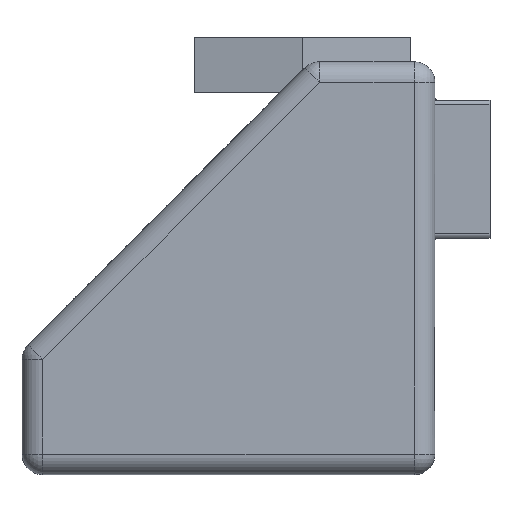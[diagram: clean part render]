
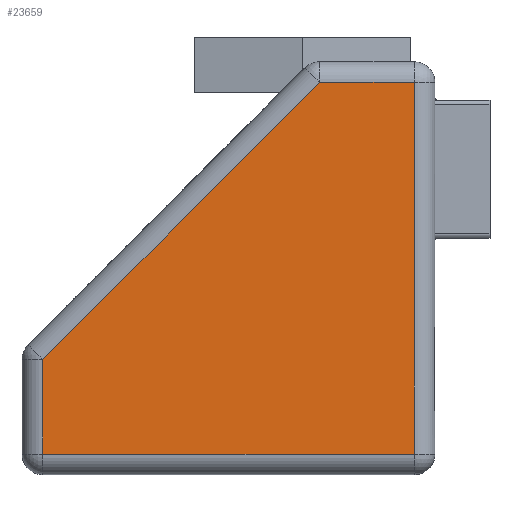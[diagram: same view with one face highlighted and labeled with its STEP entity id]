
A CAD part, left-side view. The second image highlights one B-rep face of the part: STEP entity #23659.
In plain terms, the highlighted planar face has unit normal (-1, 0, 0).
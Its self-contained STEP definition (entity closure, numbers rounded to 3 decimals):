
#85 = DIRECTION ( 'NONE',  ( 0., 0., -1. ) ) ;
#1032 = DIRECTION ( 'NONE',  ( 0., 0., 1. ) ) ;
#1323 = VERTEX_POINT ( 'NONE', #6454 ) ;
#1461 = EDGE_CURVE ( 'NONE', #1323, #22934, #6962, .T. ) ;
#1884 = VECTOR ( 'NONE', #23258, 1000. ) ;
#2397 = PLANE ( 'NONE',  #28848 ) ;
#3928 = EDGE_CURVE ( 'NONE', #15314, #14128, #8140, .T. ) ;
#4477 = CARTESIAN_POINT ( 'NONE',  ( -15., 13.5, 8.379 ) ) ;
#6298 = FACE_OUTER_BOUND ( 'NONE', #17373, .T. ) ;
#6454 = CARTESIAN_POINT ( 'NONE',  ( -15., -13.5, 28.5 ) ) ;
#6856 = ORIENTED_EDGE ( 'NONE', *, *, #7761, .F. ) ;
#6962 = LINE ( 'NONE', #7160, #13175 ) ;
#7051 = DIRECTION ( 'NONE',  ( 0., 0., -1. ) ) ;
#7160 = CARTESIAN_POINT ( 'NONE',  ( -15., -13.5, 30. ) ) ;
#7761 = EDGE_CURVE ( 'NONE', #14128, #25470, #26825, .T. ) ;
#8140 = LINE ( 'NONE', #15039, #20633 ) ;
#8961 = ORIENTED_EDGE ( 'NONE', *, *, #1461, .F. ) ;
#9420 = ORIENTED_EDGE ( 'NONE', *, *, #3928, .F. ) ;
#10795 = CARTESIAN_POINT ( 'NONE',  ( -15., -13.5, 1.5 ) ) ;
#11431 = CARTESIAN_POINT ( 'NONE',  ( -15., -15., 1.5 ) ) ;
#13066 = EDGE_CURVE ( 'NONE', #25470, #1323, #20388, .T. ) ;
#13175 = VECTOR ( 'NONE', #7051, 1000. ) ;
#14100 = DIRECTION ( 'NONE',  ( 1., 0., 0. ) ) ;
#14128 = VERTEX_POINT ( 'NONE', #21581 ) ;
#14825 = VECTOR ( 'NONE', #20847, 1000. ) ;
#15039 = CARTESIAN_POINT ( 'NONE',  ( -15., 13.5, 30. ) ) ;
#15314 = VERTEX_POINT ( 'NONE', #30484 ) ;
#17051 = VECTOR ( 'NONE', #20879, 1000. ) ;
#17373 = EDGE_LOOP ( 'NONE', ( #27234, #6856, #9420, #21070, #8961 ) ) ;
#17798 = LINE ( 'NONE', #11431, #17051 ) ;
#18470 = CARTESIAN_POINT ( 'NONE',  ( -15., 15., 28.5 ) ) ;
#20388 = LINE ( 'NONE', #18470, #14825 ) ;
#20633 = VECTOR ( 'NONE', #1032, 1000. ) ;
#20847 = DIRECTION ( 'NONE',  ( 0., -1., 0. ) ) ;
#20879 = DIRECTION ( 'NONE',  ( 0., 1., 0. ) ) ;
#21070 = ORIENTED_EDGE ( 'NONE', *, *, #26742, .F. ) ;
#21581 = CARTESIAN_POINT ( 'NONE',  ( -15., 13.5, 8.379 ) ) ;
#22934 = VERTEX_POINT ( 'NONE', #10795 ) ;
#23258 = DIRECTION ( 'NONE',  ( 0., -0.707, 0.707 ) ) ;
#23659 = ADVANCED_FACE ( 'NONE', ( #6298 ), #2397, .F. ) ;
#25470 = VERTEX_POINT ( 'NONE', #26934 ) ;
#26742 = EDGE_CURVE ( 'NONE', #22934, #15314, #17798, .T. ) ;
#26825 = LINE ( 'NONE', #4477, #1884 ) ;
#26934 = CARTESIAN_POINT ( 'NONE',  ( -15., -6.621, 28.5 ) ) ;
#27234 = ORIENTED_EDGE ( 'NONE', *, *, #13066, .F. ) ;
#28230 = CARTESIAN_POINT ( 'NONE',  ( -15., -15., 30. ) ) ;
#28848 = AXIS2_PLACEMENT_3D ( 'NONE', #28230, #14100, #85 ) ;
#30484 = CARTESIAN_POINT ( 'NONE',  ( -15., 13.5, 1.5 ) ) ;
